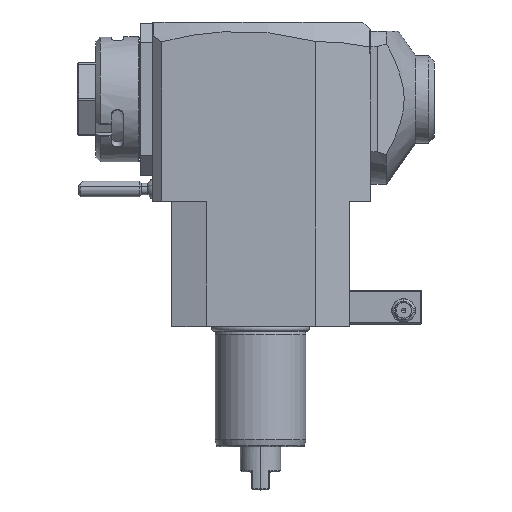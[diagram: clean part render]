
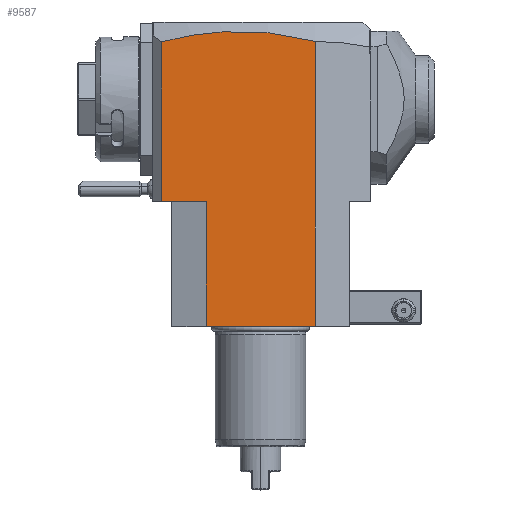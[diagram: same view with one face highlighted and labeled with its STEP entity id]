
A CAD part, top view. The second image highlights one B-rep face of the part: STEP entity #9587.
In plain terms, the highlighted planar face has unit normal (0, 0, 1).
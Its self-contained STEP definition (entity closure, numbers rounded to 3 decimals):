
#2114=DIRECTION('',(-1.,0.,0.));
#2115=VECTOR('',#2114,19.5);
#2116=CARTESIAN_POINT('',(-24.,55.,37.5));
#2117=LINE('',#2116,#2115);
#2118=DIRECTION('',(0.,1.,0.));
#2119=VECTOR('',#2118,70.258);
#2120=CARTESIAN_POINT('',(-43.5,55.,37.5));
#2121=LINE('',#2120,#2119);
#2122=CARTESIAN_POINT('',(24.,125.435,37.5));
#2123=CARTESIAN_POINT('',(18.371,126.939,37.5));
#2124=CARTESIAN_POINT('',(7.115,129.162,37.5));
#2125=CARTESIAN_POINT('',(-9.762,130.233,37.5));
#2126=CARTESIAN_POINT('',(-26.635,129.072,37.5));
#2127=CARTESIAN_POINT('',(-37.879,126.791,37.5));
#2128=CARTESIAN_POINT('',(-43.5,125.258,37.5));
#2130=DIRECTION('',(0.,-1.,0.));
#2131=VECTOR('',#2130,125.435);
#2132=CARTESIAN_POINT('',(24.,125.435,37.5));
#2133=LINE('',#2132,#2131);
#2178=DIRECTION('',(0.,-1.,0.));
#2179=VECTOR('',#2178,55.);
#2180=CARTESIAN_POINT('',(-24.,55.,37.5));
#2181=LINE('',#2180,#2179);
#2186=DIRECTION('',(-1.,0.,0.));
#2187=VECTOR('',#2186,48.);
#2188=CARTESIAN_POINT('',(24.,0.,37.5));
#2189=LINE('',#2188,#2187);
#7160=VERTEX_POINT('',#2122);
#7161=VERTEX_POINT('',#2128);
#7493=CARTESIAN_POINT('',(-43.5,55.,37.5));
#7495=VERTEX_POINT('',#7493);
#7528=CARTESIAN_POINT('',(24.,0.,37.5));
#7529=CARTESIAN_POINT('',(-24.,0.,37.5));
#7530=VERTEX_POINT('',#7528);
#7531=VERTEX_POINT('',#7529);
#7674=CARTESIAN_POINT('',(-24.,55.,37.5));
#7675=VERTEX_POINT('',#7674);
#9569=CARTESIAN_POINT('',(-39.202,55.,37.5));
#9570=DIRECTION('',(0.,0.,1.));
#9571=DIRECTION('',(1.,0.,0.));
#9572=AXIS2_PLACEMENT_3D('',#9569,#9570,#9571);
#9573=PLANE('',#9572);
#9575=ORIENTED_EDGE('',*,*,#9574,.T.);
#9576=ORIENTED_EDGE('',*,*,#9554,.T.);
#9578=ORIENTED_EDGE('',*,*,#9577,.F.);
#9580=ORIENTED_EDGE('',*,*,#9579,.T.);
#9582=ORIENTED_EDGE('',*,*,#9581,.T.);
#9584=ORIENTED_EDGE('',*,*,#9583,.F.);
#9585=EDGE_LOOP('',(#9575,#9576,#9578,#9580,#9582,#9584));
#9586=FACE_OUTER_BOUND('',#9585,.F.);
#2129=B_SPLINE_CURVE_WITH_KNOTS('',3,(#2122,#2123,#2124,#2125,#2126,#2127,
#2128),.UNSPECIFIED.,.F.,.F.,(4,1,1,1,4),(0.,0.25,0.5,0.75,1.),
.UNSPECIFIED.);
#9554=EDGE_CURVE('',#7495,#7161,#2121,.T.);
#9574=EDGE_CURVE('',#7675,#7495,#2117,.T.);
#9577=EDGE_CURVE('',#7160,#7161,#2129,.T.);
#9579=EDGE_CURVE('',#7160,#7530,#2133,.T.);
#9581=EDGE_CURVE('',#7530,#7531,#2189,.T.);
#9583=EDGE_CURVE('',#7675,#7531,#2181,.T.);
#9587=ADVANCED_FACE('',(#9586),#9573,.T.);
